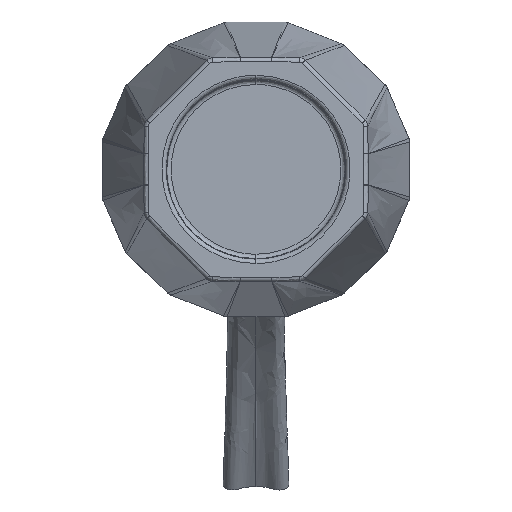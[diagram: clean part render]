
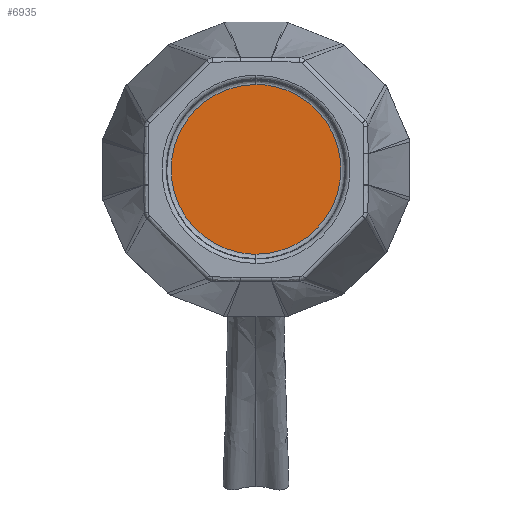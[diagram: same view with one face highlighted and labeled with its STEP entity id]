
A CAD part, front view. The second image highlights one B-rep face of the part: STEP entity #6935.
In plain terms, the highlighted free-form (B-spline) face has degree [1, 1] with [2, 2] control points.
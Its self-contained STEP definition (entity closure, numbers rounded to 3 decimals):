
#1741 = VERTEX_POINT('',#1742);
#1742 = CARTESIAN_POINT('',(0.,3.192,-20.558));
#1761 = VERTEX_POINT('',#1762);
#1762 = CARTESIAN_POINT('',(0.,3.192,
    20.558));
#1768 = EDGE_CURVE('',#1761,#1741,#1769,.T.);
#1769 = ( BOUNDED_CURVE() B_SPLINE_CURVE(2,(#1770,#1771,#1772,#1773,
#1774),.UNSPECIFIED.,.F.,.F.) B_SPLINE_CURVE_WITH_KNOTS((3,2,3),(
    3.142,4.712,6.283),
.PIECEWISE_BEZIER_KNOTS.) CURVE() GEOMETRIC_REPRESENTATION_ITEM() 
RATIONAL_B_SPLINE_CURVE((1.,0.707,1.,0.707,1.)) 
REPRESENTATION_ITEM('') );
#1770 = CARTESIAN_POINT('',(0.,3.192,
    20.558));
#1771 = CARTESIAN_POINT('',(-20.558,3.192,
    20.558));
#1772 = CARTESIAN_POINT('',(-20.558,3.192,
    0.));
#1773 = CARTESIAN_POINT('',(-20.558,3.192,
    -20.558));
#1774 = CARTESIAN_POINT('',(0.,3.192,
    -20.558));
#6935 = ADVANCED_FACE('',(#6936),#6947,.T.);
#6936 = FACE_BOUND('',#6937,.T.);
#6937 = EDGE_LOOP('',(#6938,#6946));
#6938 = ORIENTED_EDGE('',*,*,#6939,.T.);
#6939 = EDGE_CURVE('',#1741,#1761,#6940,.T.);
#6940 = ( BOUNDED_CURVE() B_SPLINE_CURVE(2,(#6941,#6942,#6943,#6944,
#6945),.UNSPECIFIED.,.F.,.F.) B_SPLINE_CURVE_WITH_KNOTS((3,2,3),(0.,
1.571,3.142),.PIECEWISE_BEZIER_KNOTS.) CURVE() 
GEOMETRIC_REPRESENTATION_ITEM() RATIONAL_B_SPLINE_CURVE((1.,
0.707,1.,0.707,1.)) REPRESENTATION_ITEM('') );
#6941 = CARTESIAN_POINT('',(0.,3.192,-20.558));
#6942 = CARTESIAN_POINT('',(20.558,3.192,
    -20.558));
#6943 = CARTESIAN_POINT('',(20.558,3.192,
    0.));
#6944 = CARTESIAN_POINT('',(20.558,3.192,
    20.558));
#6945 = CARTESIAN_POINT('',(0.,3.192,
    20.558));
#6946 = ORIENTED_EDGE('',*,*,#1768,.T.);
#6947 = B_SPLINE_SURFACE_WITH_KNOTS('',1,1,(
    (#6948,#6949)
    ,(#6950,#6951
    )),.UNSPECIFIED.,.F.,.F.,.F.,(2,2),(2,2),(-19.321,
    19.321),(-19.321,19.321),
  .PIECEWISE_BEZIER_KNOTS.);
#6948 = CARTESIAN_POINT('',(-20.558,3.192,
    20.558));
#6949 = CARTESIAN_POINT('',(20.558,3.192,
    20.558));
#6950 = CARTESIAN_POINT('',(-20.558,3.192,
    -20.558));
#6951 = CARTESIAN_POINT('',(20.558,3.192,
    -20.558));
